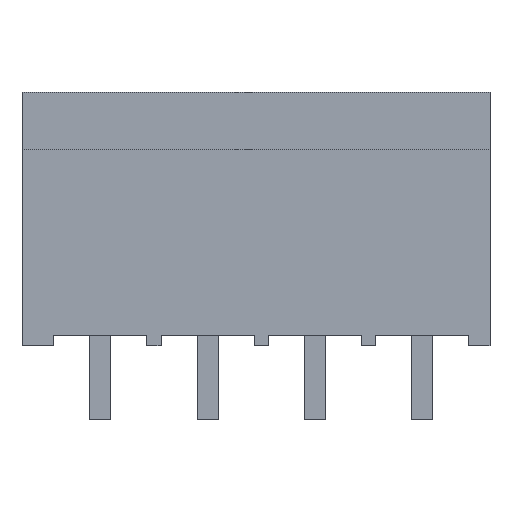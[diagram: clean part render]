
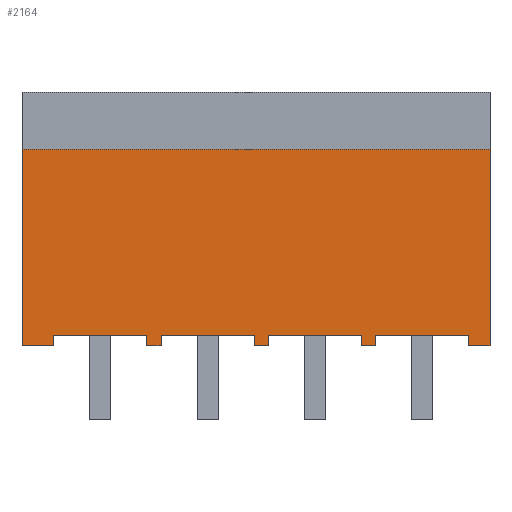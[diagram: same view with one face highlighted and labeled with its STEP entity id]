
A CAD part, front view. The second image highlights one B-rep face of the part: STEP entity #2164.
In plain terms, the highlighted planar face has unit normal (0, -1, 0).
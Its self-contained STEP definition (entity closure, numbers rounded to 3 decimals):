
#25=DIRECTION('',(0.,0.,-1.));
#26=VECTOR('',#25,9.3);
#27=CARTESIAN_POINT('',(-11.07,-3.8,-2.7));
#28=LINE('',#27,#26);
#309=DIRECTION('',(0.,0.,-1.));
#310=VECTOR('',#309,9.3);
#311=CARTESIAN_POINT('',(11.07,-3.8,-2.7));
#312=LINE('',#311,#310);
#393=DIRECTION('',(0.,0.,1.));
#394=VECTOR('',#393,0.5);
#395=CARTESIAN_POINT('',(-9.57,-3.8,-12.));
#396=LINE('',#395,#394);
#397=DIRECTION('',(1.,0.,0.));
#398=VECTOR('',#397,22.14);
#399=CARTESIAN_POINT('',(-11.07,-3.8,-2.7));
#400=LINE('',#399,#398);
#401=DIRECTION('',(0.,0.,1.));
#402=VECTOR('',#401,0.5);
#403=CARTESIAN_POINT('',(10.07,-3.8,-12.));
#404=LINE('',#403,#402);
#405=DIRECTION('',(1.,0.,0.));
#406=VECTOR('',#405,4.4);
#407=CARTESIAN_POINT('',(5.67,-3.8,-11.5));
#408=LINE('',#407,#406);
#409=DIRECTION('',(0.,0.,1.));
#410=VECTOR('',#409,0.5);
#411=CARTESIAN_POINT('',(5.67,-3.8,-12.));
#412=LINE('',#411,#410);
#413=DIRECTION('',(0.,0.,1.));
#414=VECTOR('',#413,0.5);
#415=CARTESIAN_POINT('',(4.99,-3.8,-12.));
#416=LINE('',#415,#414);
#417=DIRECTION('',(1.,0.,0.));
#418=VECTOR('',#417,4.4);
#419=CARTESIAN_POINT('',(0.59,-3.8,-11.5));
#420=LINE('',#419,#418);
#421=DIRECTION('',(0.,0.,1.));
#422=VECTOR('',#421,0.5);
#423=CARTESIAN_POINT('',(0.59,-3.8,-12.));
#424=LINE('',#423,#422);
#425=DIRECTION('',(0.,0.,1.));
#426=VECTOR('',#425,0.5);
#427=CARTESIAN_POINT('',(-0.09,-3.8,-12.));
#428=LINE('',#427,#426);
#429=DIRECTION('',(1.,0.,0.));
#430=VECTOR('',#429,4.4);
#431=CARTESIAN_POINT('',(-4.49,-3.8,-11.5));
#432=LINE('',#431,#430);
#433=DIRECTION('',(0.,0.,1.));
#434=VECTOR('',#433,0.5);
#435=CARTESIAN_POINT('',(-4.49,-3.8,-12.));
#436=LINE('',#435,#434);
#437=DIRECTION('',(0.,0.,1.));
#438=VECTOR('',#437,0.5);
#439=CARTESIAN_POINT('',(-5.17,-3.8,-12.));
#440=LINE('',#439,#438);
#441=DIRECTION('',(1.,0.,0.));
#442=VECTOR('',#441,4.4);
#443=CARTESIAN_POINT('',(-9.57,-3.8,-11.5));
#444=LINE('',#443,#442);
#449=DIRECTION('',(1.,0.,0.));
#450=VECTOR('',#449,1.);
#451=CARTESIAN_POINT('',(10.07,-3.8,-12.));
#452=LINE('',#451,#450);
#457=DIRECTION('',(1.,0.,0.));
#458=VECTOR('',#457,0.68);
#459=CARTESIAN_POINT('',(4.99,-3.8,-12.));
#460=LINE('',#459,#458);
#469=DIRECTION('',(1.,0.,0.));
#470=VECTOR('',#469,0.68);
#471=CARTESIAN_POINT('',(-0.09,-3.8,-12.));
#472=LINE('',#471,#470);
#481=DIRECTION('',(1.,0.,0.));
#482=VECTOR('',#481,1.5);
#483=CARTESIAN_POINT('',(-11.07,-3.8,-12.));
#484=LINE('',#483,#482);
#489=DIRECTION('',(1.,0.,0.));
#490=VECTOR('',#489,0.68);
#491=CARTESIAN_POINT('',(-5.17,-3.8,-12.));
#492=LINE('',#491,#490);
#1271=CARTESIAN_POINT('',(-11.07,-3.8,-2.7));
#1272=VERTEX_POINT('',#1271);
#1273=CARTESIAN_POINT('',(-11.07,-3.8,-12.));
#1274=VERTEX_POINT('',#1273);
#1289=CARTESIAN_POINT('',(11.07,-3.8,-2.7));
#1290=VERTEX_POINT('',#1289);
#1291=CARTESIAN_POINT('',(11.07,-3.8,-12.));
#1292=VERTEX_POINT('',#1291);
#1317=CARTESIAN_POINT('',(5.67,-3.8,-12.));
#1318=CARTESIAN_POINT('',(5.67,-3.8,-11.5));
#1319=VERTEX_POINT('',#1317);
#1320=VERTEX_POINT('',#1318);
#1321=CARTESIAN_POINT('',(10.07,-3.8,-11.5));
#1322=VERTEX_POINT('',#1321);
#1323=CARTESIAN_POINT('',(10.07,-3.8,-12.));
#1324=VERTEX_POINT('',#1323);
#1333=CARTESIAN_POINT('',(0.59,-3.8,-12.));
#1334=CARTESIAN_POINT('',(0.59,-3.8,-11.5));
#1335=VERTEX_POINT('',#1333);
#1336=VERTEX_POINT('',#1334);
#1337=CARTESIAN_POINT('',(4.99,-3.8,-11.5));
#1338=VERTEX_POINT('',#1337);
#1339=CARTESIAN_POINT('',(4.99,-3.8,-12.));
#1340=VERTEX_POINT('',#1339);
#1505=CARTESIAN_POINT('',(-4.49,-3.8,-12.));
#1506=CARTESIAN_POINT('',(-4.49,-3.8,-11.5));
#1507=VERTEX_POINT('',#1505);
#1508=VERTEX_POINT('',#1506);
#1509=CARTESIAN_POINT('',(-0.09,-3.8,-11.5));
#1510=VERTEX_POINT('',#1509);
#1511=CARTESIAN_POINT('',(-0.09,-3.8,-12.));
#1512=VERTEX_POINT('',#1511);
#1589=CARTESIAN_POINT('',(-9.57,-3.8,-12.));
#1590=CARTESIAN_POINT('',(-9.57,-3.8,-11.5));
#1591=VERTEX_POINT('',#1589);
#1592=VERTEX_POINT('',#1590);
#1593=CARTESIAN_POINT('',(-5.17,-3.8,-11.5));
#1594=VERTEX_POINT('',#1593);
#1595=CARTESIAN_POINT('',(-5.17,-3.8,-12.));
#1596=VERTEX_POINT('',#1595);
#2120=CARTESIAN_POINT('',(-11.07,-3.8,-2.7));
#2121=DIRECTION('',(0.,-1.,0.));
#2122=DIRECTION('',(0.,0.,-1.));
#2123=AXIS2_PLACEMENT_3D('',#2120,#2121,#2122);
#2124=PLANE('',#2123);
#2125=ORIENTED_EDGE('',*,*,#2110,.F.);
#2127=ORIENTED_EDGE('',*,*,#2126,.F.);
#2128=ORIENTED_EDGE('',*,*,#1672,.F.);
#2130=ORIENTED_EDGE('',*,*,#2129,.T.);
#2131=ORIENTED_EDGE('',*,*,#2038,.T.);
#2133=ORIENTED_EDGE('',*,*,#2132,.F.);
#2135=ORIENTED_EDGE('',*,*,#2134,.T.);
#2137=ORIENTED_EDGE('',*,*,#2136,.F.);
#2139=ORIENTED_EDGE('',*,*,#2138,.F.);
#2141=ORIENTED_EDGE('',*,*,#2140,.F.);
#2143=ORIENTED_EDGE('',*,*,#2142,.T.);
#2145=ORIENTED_EDGE('',*,*,#2144,.F.);
#2147=ORIENTED_EDGE('',*,*,#2146,.F.);
#2149=ORIENTED_EDGE('',*,*,#2148,.F.);
#2151=ORIENTED_EDGE('',*,*,#2150,.T.);
#2153=ORIENTED_EDGE('',*,*,#2152,.F.);
#2155=ORIENTED_EDGE('',*,*,#2154,.F.);
#2157=ORIENTED_EDGE('',*,*,#2156,.F.);
#2159=ORIENTED_EDGE('',*,*,#2158,.T.);
#2161=ORIENTED_EDGE('',*,*,#2160,.F.);
#2162=EDGE_LOOP('',(#2125,#2127,#2128,#2130,#2131,#2133,#2135,#2137,#2139,#2141,
#2143,#2145,#2147,#2149,#2151,#2153,#2155,#2157,#2159,#2161));
#2163=FACE_OUTER_BOUND('',#2162,.F.);
#1672=EDGE_CURVE('',#1272,#1274,#28,.T.);
#2038=EDGE_CURVE('',#1290,#1292,#312,.T.);
#2110=EDGE_CURVE('',#1591,#1592,#396,.T.);
#2126=EDGE_CURVE('',#1274,#1591,#484,.T.);
#2129=EDGE_CURVE('',#1272,#1290,#400,.T.);
#2132=EDGE_CURVE('',#1324,#1292,#452,.T.);
#2134=EDGE_CURVE('',#1324,#1322,#404,.T.);
#2136=EDGE_CURVE('',#1320,#1322,#408,.T.);
#2138=EDGE_CURVE('',#1319,#1320,#412,.T.);
#2140=EDGE_CURVE('',#1340,#1319,#460,.T.);
#2142=EDGE_CURVE('',#1340,#1338,#416,.T.);
#2144=EDGE_CURVE('',#1336,#1338,#420,.T.);
#2146=EDGE_CURVE('',#1335,#1336,#424,.T.);
#2148=EDGE_CURVE('',#1512,#1335,#472,.T.);
#2150=EDGE_CURVE('',#1512,#1510,#428,.T.);
#2152=EDGE_CURVE('',#1508,#1510,#432,.T.);
#2154=EDGE_CURVE('',#1507,#1508,#436,.T.);
#2156=EDGE_CURVE('',#1596,#1507,#492,.T.);
#2158=EDGE_CURVE('',#1596,#1594,#440,.T.);
#2160=EDGE_CURVE('',#1592,#1594,#444,.T.);
#2164=ADVANCED_FACE('',(#2163),#2124,.T.);
